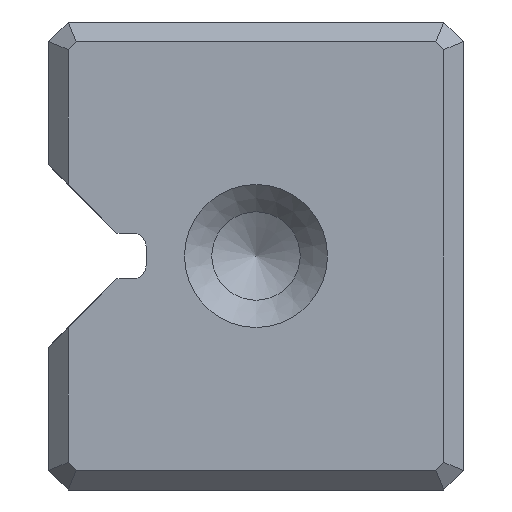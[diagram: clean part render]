
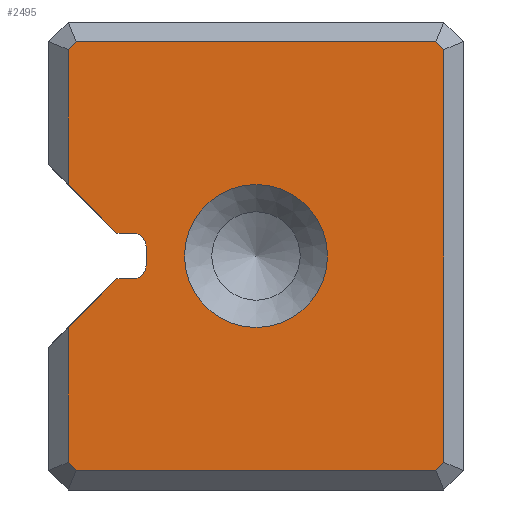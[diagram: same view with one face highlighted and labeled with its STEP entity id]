
A CAD part, left-side view. The second image highlights one B-rep face of the part: STEP entity #2495.
In plain terms, the highlighted planar face has unit normal (-1, 0, 0).
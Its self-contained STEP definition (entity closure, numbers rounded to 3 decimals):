
#2495=ADVANCED_FACE('',(#3424,#3425),#2886,.F.);
#2886=PLANE('',#8908);
#3135=CIRCLE('',#8905,5.5);
#3136=CIRCLE('',#8906,1.);
#3137=CIRCLE('',#8907,1.);
#3424=FACE_BOUND('',#3634,.T.);
#3425=FACE_BOUND('',#3635,.T.);
#3634=EDGE_LOOP('',(#4398));
#3635=EDGE_LOOP('',(#4399,#4400,#4401,#4402,#4403,#4404,#4405,#4406,#4407,
#4408,#4409,#4410,#4411,#4412,#4413,#4414));
#4398=ORIENTED_EDGE('',*,*,#6897,.T.);
#4399=ORIENTED_EDGE('',*,*,#6862,.F.);
#4400=ORIENTED_EDGE('',*,*,#6898,.T.);
#4401=ORIENTED_EDGE('',*,*,#6899,.T.);
#4402=ORIENTED_EDGE('',*,*,#6900,.T.);
#4403=ORIENTED_EDGE('',*,*,#6901,.T.);
#4404=ORIENTED_EDGE('',*,*,#6902,.T.);
#4405=ORIENTED_EDGE('',*,*,#6903,.T.);
#4406=ORIENTED_EDGE('',*,*,#6904,.T.);
#4407=ORIENTED_EDGE('',*,*,#6905,.T.);
#4408=ORIENTED_EDGE('',*,*,#6906,.T.);
#4409=ORIENTED_EDGE('',*,*,#6877,.F.);
#4410=ORIENTED_EDGE('',*,*,#6875,.F.);
#4411=ORIENTED_EDGE('',*,*,#6907,.T.);
#4412=ORIENTED_EDGE('',*,*,#6869,.F.);
#4413=ORIENTED_EDGE('',*,*,#6908,.T.);
#4414=ORIENTED_EDGE('',*,*,#6866,.F.);
#6217=VERTEX_POINT('',#11464);
#6218=VERTEX_POINT('',#11466);
#6221=VERTEX_POINT('',#11474);
#6223=VERTEX_POINT('',#11480);
#6224=VERTEX_POINT('',#11481);
#6229=VERTEX_POINT('',#11492);
#6230=VERTEX_POINT('',#11494);
#6231=VERTEX_POINT('',#11498);
#6246=VERTEX_POINT('',#11536);
#6247=VERTEX_POINT('',#11538);
#6248=VERTEX_POINT('',#11540);
#6249=VERTEX_POINT('',#11542);
#6250=VERTEX_POINT('',#11544);
#6251=VERTEX_POINT('',#11546);
#6252=VERTEX_POINT('',#11548);
#6253=VERTEX_POINT('',#11550);
#6254=VERTEX_POINT('',#11552);
#6862=EDGE_CURVE('',#6217,#6218,#7694,.T.);
#6866=EDGE_CURVE('',#6218,#6221,#7698,.T.);
#6869=EDGE_CURVE('',#6223,#6224,#7701,.T.);
#6875=EDGE_CURVE('',#6229,#6230,#7707,.T.);
#6877=EDGE_CURVE('',#6230,#6231,#7709,.T.);
#6897=EDGE_CURVE('',#6246,#6246,#3135,.T.);
#6898=EDGE_CURVE('',#6217,#6247,#7726,.T.);
#6899=EDGE_CURVE('',#6247,#6248,#7727,.T.);
#6900=EDGE_CURVE('',#6248,#6249,#7728,.T.);
#6901=EDGE_CURVE('',#6249,#6250,#7729,.T.);
#6902=EDGE_CURVE('',#6250,#6251,#7730,.T.);
#6903=EDGE_CURVE('',#6251,#6252,#7731,.T.);
#6904=EDGE_CURVE('',#6252,#6253,#7732,.T.);
#6905=EDGE_CURVE('',#6253,#6254,#7733,.T.);
#6906=EDGE_CURVE('',#6254,#6231,#7734,.T.);
#6907=EDGE_CURVE('',#6229,#6224,#3136,.T.);
#6908=EDGE_CURVE('',#6223,#6221,#3137,.T.);
#7694=LINE('',#11465,#8364);
#7698=LINE('',#11473,#8368);
#7701=LINE('',#11479,#8371);
#7707=LINE('',#11493,#8377);
#7709=LINE('',#11497,#8379);
#7726=LINE('',#11537,#8396);
#7727=LINE('',#11539,#8397);
#7728=LINE('',#11541,#8398);
#7729=LINE('',#11543,#8399);
#7730=LINE('',#11545,#8400);
#7731=LINE('',#11547,#8401);
#7732=LINE('',#11549,#8402);
#7733=LINE('',#11551,#8403);
#7734=LINE('',#11553,#8404);
#8364=VECTOR('',#9476,1.);
#8368=VECTOR('',#9482,1.);
#8371=VECTOR('',#9487,1.);
#8377=VECTOR('',#9495,1.);
#8379=VECTOR('',#9499,1.);
#8396=VECTOR('',#9530,1.);
#8397=VECTOR('',#9531,1.);
#8398=VECTOR('',#9532,1.);
#8399=VECTOR('',#9533,1.);
#8400=VECTOR('',#9534,1.);
#8401=VECTOR('',#9535,1.);
#8402=VECTOR('',#9536,1.);
#8403=VECTOR('',#9537,1.);
#8404=VECTOR('',#9538,1.);
#8905=AXIS2_PLACEMENT_3D('',#11535,#9528,#9529);
#8906=AXIS2_PLACEMENT_3D('',#11554,#9539,#9540);
#8907=AXIS2_PLACEMENT_3D('',#11555,#9541,#9542);
#8908=AXIS2_PLACEMENT_3D('',#11556,#9543,#9544);
#9476=DIRECTION('',(0.,-0.707,0.707));
#9482=DIRECTION('',(0.,-1.,0.));
#9487=DIRECTION('',(0.,0.,1.));
#9495=DIRECTION('',(0.,1.,0.));
#9499=DIRECTION('',(0.,0.707,0.707));
#9528=DIRECTION('',(1.,0.,0.));
#9529=DIRECTION('',(0.,0.,-1.));
#9530=DIRECTION('',(0.,0.,-1.));
#9531=DIRECTION('',(0.,-0.707,-0.707));
#9532=DIRECTION('',(0.,-1.,0.));
#9533=DIRECTION('',(0.,-0.707,0.707));
#9534=DIRECTION('',(0.,0.,1.));
#9535=DIRECTION('',(0.,0.707,0.707));
#9536=DIRECTION('',(0.,1.,0.));
#9537=DIRECTION('',(0.,0.707,-0.707));
#9538=DIRECTION('',(0.,0.,-1.));
#9539=DIRECTION('',(1.,0.,0.));
#9540=DIRECTION('',(0.,0.,-1.));
#9541=DIRECTION('',(1.,0.,0.));
#9542=DIRECTION('',(0.,0.,-1.));
#9543=DIRECTION('',(1.,0.,0.));
#9544=DIRECTION('',(0.,0.,1.));
#11464=CARTESIAN_POINT('',(-600.,14.45,12.493));
#11465=CARTESIAN_POINT('',(-600.,15.95,10.993));
#11466=CARTESIAN_POINT('',(-600.,10.693,16.25));
#11473=CARTESIAN_POINT('',(-600.,10.693,16.25));
#11474=CARTESIAN_POINT('',(-600.,9.45,16.25));
#11479=CARTESIAN_POINT('',(-600.,8.45,16.25));
#11480=CARTESIAN_POINT('',(-600.,8.45,17.25));
#11481=CARTESIAN_POINT('',(-600.,8.45,18.75));
#11492=CARTESIAN_POINT('',(-600.,9.45,19.75));
#11493=CARTESIAN_POINT('',(-600.,8.45,19.75));
#11494=CARTESIAN_POINT('',(-600.,10.693,19.75));
#11497=CARTESIAN_POINT('',(-600.,10.693,19.75));
#11498=CARTESIAN_POINT('',(-600.,14.45,23.507));
#11535=CARTESIAN_POINT('',(-600.,0.,18.));
#11536=CARTESIAN_POINT('',(-600.,0.,12.5));
#11537=CARTESIAN_POINT('',(-600.,14.45,0.));
#11538=CARTESIAN_POINT('',(-600.,14.45,2.121));
#11539=CARTESIAN_POINT('',(-600.,13.389,1.061));
#11540=CARTESIAN_POINT('',(-600.,13.829,1.5));
#11541=CARTESIAN_POINT('',(-600.,0.,1.5));
#11542=CARTESIAN_POINT('',(-600.,-13.829,1.5));
#11543=CARTESIAN_POINT('',(-600.,-14.889,2.561));
#11544=CARTESIAN_POINT('',(-600.,-14.45,2.121));
#11545=CARTESIAN_POINT('',(-600.,-14.45,0.));
#11546=CARTESIAN_POINT('',(-600.,-14.45,33.879));
#11547=CARTESIAN_POINT('',(-600.,-13.389,34.939));
#11548=CARTESIAN_POINT('',(-600.,-13.829,34.5));
#11549=CARTESIAN_POINT('',(-600.,0.,34.5));
#11550=CARTESIAN_POINT('',(-600.,13.829,34.5));
#11551=CARTESIAN_POINT('',(-600.,14.889,33.439));
#11552=CARTESIAN_POINT('',(-600.,14.45,33.879));
#11553=CARTESIAN_POINT('',(-600.,14.45,0.));
#11554=CARTESIAN_POINT('',(-600.,9.45,18.75));
#11555=CARTESIAN_POINT('',(-600.,9.45,17.25));
#11556=CARTESIAN_POINT('',(-600.,0.,0.));
